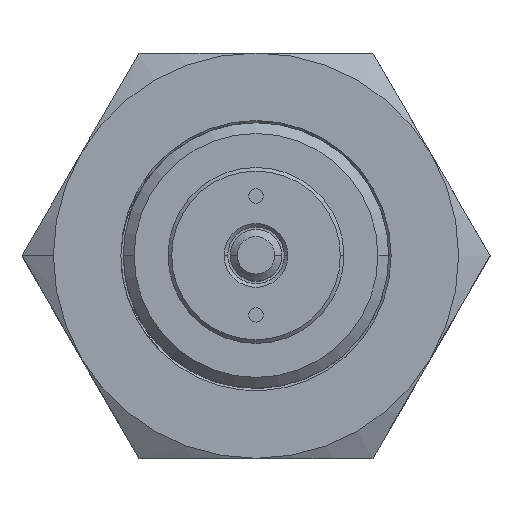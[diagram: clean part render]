
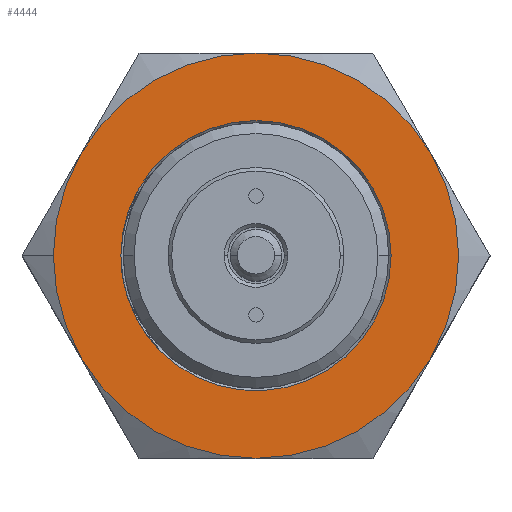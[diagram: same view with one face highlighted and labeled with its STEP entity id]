
A CAD part, top view. The second image highlights one B-rep face of the part: STEP entity #4444.
In plain terms, the highlighted planar face has unit normal (0, 0, 1).
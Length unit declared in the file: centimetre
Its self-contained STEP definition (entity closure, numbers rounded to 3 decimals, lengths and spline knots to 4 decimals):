
#186 = CARTESIAN_POINT ( 'NONE',  ( -0.4763, 0., -0.3373 ) ) ;
#204 = CARTESIAN_POINT ( 'NONE',  ( -0.6187, -0.3572, -0.3373 ) ) ;
#206 = CARTESIAN_POINT ( 'NONE',  ( -0.7144, 0., -0.3373 ) ) ;
#409 = CARTESIAN_POINT ( 'NONE',  ( 0., 0., -0.3373 ) ) ;
#410 = DIRECTION ( 'NONE',  ( 0., 0., -1. ) ) ;
#411 = DIRECTION ( 'NONE',  ( -1., 0., 0. ) ) ;
#435 = CARTESIAN_POINT ( 'NONE',  ( 0., 0., -0.3373 ) ) ;
#436 = DIRECTION ( 'NONE',  ( 0., 0., -1. ) ) ;
#437 = DIRECTION ( 'NONE',  ( 1., 0., 0. ) ) ;
#587 = AXIS2_PLACEMENT_3D ( 'NONE', #4232, #4233, #4234 ) ;
#588 = AXIS2_PLACEMENT_3D ( 'NONE', #4235, #4236, #4237 ) ;
#589 = AXIS2_PLACEMENT_3D ( 'NONE', #4238, #4239, #4240 ) ;
#590 = AXIS2_PLACEMENT_3D ( 'NONE', #4241, #4242, #4243 ) ;
#591 = AXIS2_PLACEMENT_3D ( 'NONE', #4244, #4245, #4246 ) ;
#592 = AXIS2_PLACEMENT_3D ( 'NONE', #4248, #4249, #4250 ) ;
#659 = AXIS2_PLACEMENT_3D ( 'NONE', #409, #410, #411 ) ;
#665 = AXIS2_PLACEMENT_3D ( 'NONE', #435, #436, #437 ) ;
#749 = CIRCLE ( 'NONE', #659, 0.7144 ) ;
#826 = CARTESIAN_POINT ( 'NONE',  ( 0.4763, 0., -0.3373 ) ) ;
#837 = CARTESIAN_POINT ( 'NONE',  ( -0.6187, 0.3572, -0.3373 ) ) ;
#866 = CARTESIAN_POINT ( 'NONE',  ( 0.6187, 0.3572, -0.3373 ) ) ;
#1021 = VERTEX_POINT ( 'NONE', #826 ) ;
#1034 = ORIENTED_EDGE ( 'NONE', *, *, #2719, .T. ) ;
#1036 = ORIENTED_EDGE ( 'NONE', *, *, #2442, .F. ) ;
#1043 = ORIENTED_EDGE ( 'NONE', *, *, #2441, .F. ) ;
#1044 = ORIENTED_EDGE ( 'NONE', *, *, #2440, .F. ) ;
#1048 = ORIENTED_EDGE ( 'NONE', *, *, #2438, .F. ) ;
#1049 = ORIENTED_EDGE ( 'NONE', *, *, #2437, .F. ) ;
#1050 = ORIENTED_EDGE ( 'NONE', *, *, #2439, .F. ) ;
#1072 = ORIENTED_EDGE ( 'NONE', *, *, #2436, .T. ) ;
#1078 = ORIENTED_EDGE ( 'NONE', *, *, #2435, .T. ) ;
#1083 = ORIENTED_EDGE ( 'NONE', *, *, #2709, .F. ) ;
#1101 = VERTEX_POINT ( 'NONE', #866 ) ;
#1118 = VERTEX_POINT ( 'NONE', #837 ) ;
#1770 = VERTEX_POINT ( 'NONE', #2156 ) ;
#1772 = VERTEX_POINT ( 'NONE', #2163 ) ;
#1775 = VERTEX_POINT ( 'NONE', #2250 ) ;
#1796 = VERTEX_POINT ( 'NONE', #2172 ) ;
#2040 = EDGE_LOOP ( 'NONE', ( #1034, #1078, #1072 ) ) ;
#2117 = EDGE_LOOP ( 'NONE', ( #1049, #1048, #1050, #1044, #1043, #1036, #1083 ) ) ;
#2156 = CARTESIAN_POINT ( 'NONE',  ( 0., 0.7144, -0.3373 ) ) ;
#2163 = CARTESIAN_POINT ( 'NONE',  ( 0.6187, -0.3572, -0.3373 ) ) ;
#2172 = CARTESIAN_POINT ( 'NONE',  ( -0.3368, -0.3368, -0.3373 ) ) ;
#2250 = CARTESIAN_POINT ( 'NONE',  ( 0., -0.7144, -0.3373 ) ) ;
#2435 = EDGE_CURVE ( 'NONE', #1021, #1796, #4849, .T. ) ;
#2436 = EDGE_CURVE ( 'NONE', #1796, #2625, #4848, .T. ) ;
#2437 = EDGE_CURVE ( 'NONE', #1775, #2638, #4850, .T. ) ;
#2438 = EDGE_CURVE ( 'NONE', #1772, #1775, #4847, .T. ) ;
#2439 = EDGE_CURVE ( 'NONE', #1101, #1772, #4851, .T. ) ;
#2440 = EDGE_CURVE ( 'NONE', #1770, #1101, #4852, .T. ) ;
#2441 = EDGE_CURVE ( 'NONE', #1118, #1770, #4853, .T. ) ;
#2442 = EDGE_CURVE ( 'NONE', #2641, #1118, #4854, .T. ) ;
#2622 = AXIS2_PLACEMENT_3D ( 'NONE', #4225, #4226, #4227 ) ;
#2623 = AXIS2_PLACEMENT_3D ( 'NONE', #4229, #4230, #4231 ) ;
#2625 = VERTEX_POINT ( 'NONE', #186 ) ;
#2638 = VERTEX_POINT ( 'NONE', #204 ) ;
#2641 = VERTEX_POINT ( 'NONE', #206 ) ;
#2709 = EDGE_CURVE ( 'NONE', #2638, #2641, #749, .T. ) ;
#2719 = EDGE_CURVE ( 'NONE', #2625, #1021, #4725, .T. ) ;
#3635 = CARTESIAN_POINT ( 'NONE',  ( -0.4124, -0.7144, -0.3373 ) ) ;
#3638 = PLANE ( 'NONE',  #4495 ) ;
#3640 = DIRECTION ( 'NONE',  ( 0., 0., 1. ) ) ;
#3641 = DIRECTION ( 'NONE',  ( 0., -1., 0. ) ) ;
#4225 = CARTESIAN_POINT ( 'NONE',  ( 0., 0., -0.3373 ) ) ;
#4226 = DIRECTION ( 'NONE',  ( 0., 0., -1. ) ) ;
#4227 = DIRECTION ( 'NONE',  ( 1., 0., 0. ) ) ;
#4229 = CARTESIAN_POINT ( 'NONE',  ( 0., 0., -0.3373 ) ) ;
#4230 = DIRECTION ( 'NONE',  ( 0., 0., -1. ) ) ;
#4231 = DIRECTION ( 'NONE',  ( -1., 0., 0. ) ) ;
#4232 = CARTESIAN_POINT ( 'NONE',  ( 0., 0., -0.3373 ) ) ;
#4233 = DIRECTION ( 'NONE',  ( 0., 0., -1. ) ) ;
#4234 = DIRECTION ( 'NONE',  ( -1., 0., 0. ) ) ;
#4235 = CARTESIAN_POINT ( 'NONE',  ( 0., 0., -0.3373 ) ) ;
#4236 = DIRECTION ( 'NONE',  ( 0., 0., -1. ) ) ;
#4237 = DIRECTION ( 'NONE',  ( -1., 0., 0. ) ) ;
#4238 = CARTESIAN_POINT ( 'NONE',  ( 0., 0., -0.3373 ) ) ;
#4239 = DIRECTION ( 'NONE',  ( 0., 0., -1. ) ) ;
#4240 = DIRECTION ( 'NONE',  ( -1., 0., 0. ) ) ;
#4241 = CARTESIAN_POINT ( 'NONE',  ( 0., 0., -0.3373 ) ) ;
#4242 = DIRECTION ( 'NONE',  ( 0., 0., -1. ) ) ;
#4243 = DIRECTION ( 'NONE',  ( -1., 0., 0. ) ) ;
#4244 = CARTESIAN_POINT ( 'NONE',  ( 0., 0., -0.3373 ) ) ;
#4245 = DIRECTION ( 'NONE',  ( 0., 0., -1. ) ) ;
#4246 = DIRECTION ( 'NONE',  ( -1., 0., 0. ) ) ;
#4248 = CARTESIAN_POINT ( 'NONE',  ( 0., 0., -0.3373 ) ) ;
#4249 = DIRECTION ( 'NONE',  ( 0., 0., -1. ) ) ;
#4250 = DIRECTION ( 'NONE',  ( -1., 0., 0. ) ) ;
#4444 = ADVANCED_FACE ( 'NONE', ( #4699, #4698 ), #3638, .T. ) ;
#4495 = AXIS2_PLACEMENT_3D ( 'NONE', #3635, #3640, #3641 ) ;
#4698 = FACE_BOUND ( 'NONE', #2040, .T. ) ;
#4699 = FACE_OUTER_BOUND ( 'NONE', #2117, .T. ) ;
#4725 = CIRCLE ( 'NONE', #665, 0.4763 ) ;
#4847 = CIRCLE ( 'NONE', #588, 0.7144 ) ;
#4848 = CIRCLE ( 'NONE', #2623, 0.4763 ) ;
#4849 = CIRCLE ( 'NONE', #2622, 0.4763 ) ;
#4850 = CIRCLE ( 'NONE', #587, 0.7144 ) ;
#4851 = CIRCLE ( 'NONE', #589, 0.7144 ) ;
#4852 = CIRCLE ( 'NONE', #590, 0.7144 ) ;
#4853 = CIRCLE ( 'NONE', #591, 0.7144 ) ;
#4854 = CIRCLE ( 'NONE', #592, 0.7144 ) ;
